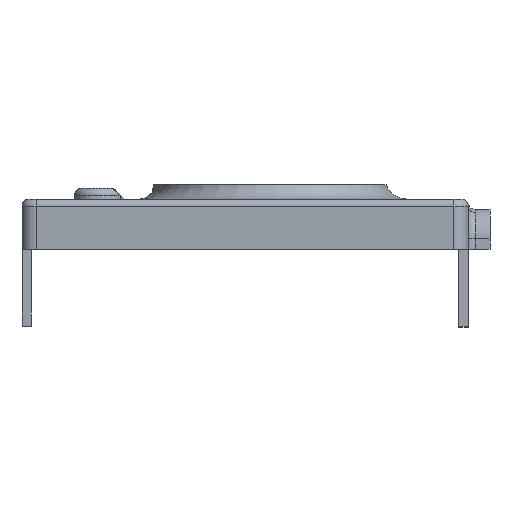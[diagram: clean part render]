
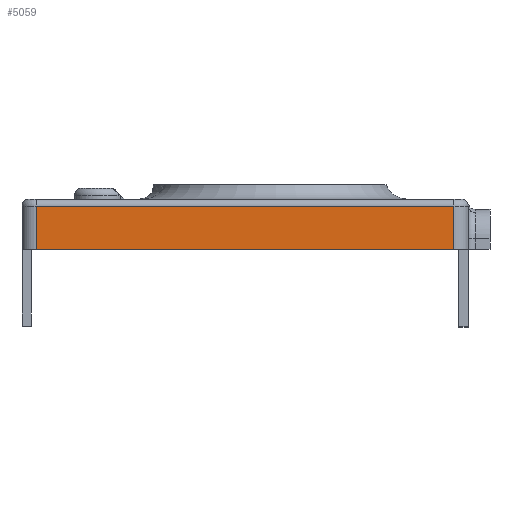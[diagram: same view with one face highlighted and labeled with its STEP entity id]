
A CAD part, front view. The second image highlights one B-rep face of the part: STEP entity #5059.
In plain terms, the highlighted planar face has unit normal (0, -1, 0).
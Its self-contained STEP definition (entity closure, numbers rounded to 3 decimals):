
#120 = EDGE_CURVE ( 'NONE', #4300, #2649, #1724, .T. ) ;
#434 = VECTOR ( 'NONE', #2655, 1000. ) ;
#657 = DIRECTION ( 'NONE',  ( 0., 1., 0. ) ) ;
#800 = CARTESIAN_POINT ( 'NONE',  ( -40.361, -106.137, 6. ) ) ;
#852 = VECTOR ( 'NONE', #1323, 1000. ) ;
#901 = VECTOR ( 'NONE', #2514, 1000. ) ;
#1097 = CARTESIAN_POINT ( 'NONE',  ( -42.361, -106.137, 4. ) ) ;
#1110 = CARTESIAN_POINT ( 'NONE',  ( -40.361, -106.137, 0. ) ) ;
#1149 = ORIENTED_EDGE ( 'NONE', *, *, #3258, .T. ) ;
#1311 = VERTEX_POINT ( 'NONE', #5702 ) ;
#1323 = DIRECTION ( 'NONE',  ( -1., 0., 0. ) ) ;
#1353 = ORIENTED_EDGE ( 'NONE', *, *, #5520, .T. ) ;
#1587 = PLANE ( 'NONE',  #4367 ) ;
#1650 = EDGE_CURVE ( 'NONE', #1311, #4300, #4028, .T. ) ;
#1671 = VECTOR ( 'NONE', #3852, 1000. ) ;
#1724 = LINE ( 'NONE', #3516, #852 ) ;
#1810 = EDGE_LOOP ( 'NONE', ( #5595, #5630, #1149, #1353 ) ) ;
#1826 = CARTESIAN_POINT ( 'NONE',  ( 17.626, -106.137, 6. ) ) ;
#2049 = LINE ( 'NONE', #4741, #901 ) ;
#2061 = CARTESIAN_POINT ( 'NONE',  ( -40.361, -106.137, 4. ) ) ;
#2514 = DIRECTION ( 'NONE',  ( 1., 0., 0. ) ) ;
#2649 = VERTEX_POINT ( 'NONE', #800 ) ;
#2655 = DIRECTION ( 'NONE',  ( 0., 0., 1. ) ) ;
#2805 = VERTEX_POINT ( 'NONE', #1110 ) ;
#2871 = DIRECTION ( 'NONE',  ( 0., 0., 1. ) ) ;
#3258 = EDGE_CURVE ( 'NONE', #2649, #2805, #4287, .T. ) ;
#3516 = CARTESIAN_POINT ( 'NONE',  ( -40.361, -106.137, 6. ) ) ;
#3852 = DIRECTION ( 'NONE',  ( 0., 0., -1. ) ) ;
#4028 = LINE ( 'NONE', #5729, #434 ) ;
#4287 = LINE ( 'NONE', #2061, #1671 ) ;
#4300 = VERTEX_POINT ( 'NONE', #1826 ) ;
#4367 = AXIS2_PLACEMENT_3D ( 'NONE', #1097, #657, #2871 ) ;
#4741 = CARTESIAN_POINT ( 'NONE',  ( -42.361, -106.137, 0. ) ) ;
#5059 = ADVANCED_FACE ( 'NONE', ( #5099 ), #1587, .F. ) ;
#5099 = FACE_OUTER_BOUND ( 'NONE', #1810, .T. ) ;
#5520 = EDGE_CURVE ( 'NONE', #2805, #1311, #2049, .T. ) ;
#5595 = ORIENTED_EDGE ( 'NONE', *, *, #1650, .T. ) ;
#5630 = ORIENTED_EDGE ( 'NONE', *, *, #120, .T. ) ;
#5702 = CARTESIAN_POINT ( 'NONE',  ( 17.626, -106.137, 0. ) ) ;
#5729 = CARTESIAN_POINT ( 'NONE',  ( 17.626, -106.137, 4. ) ) ;
